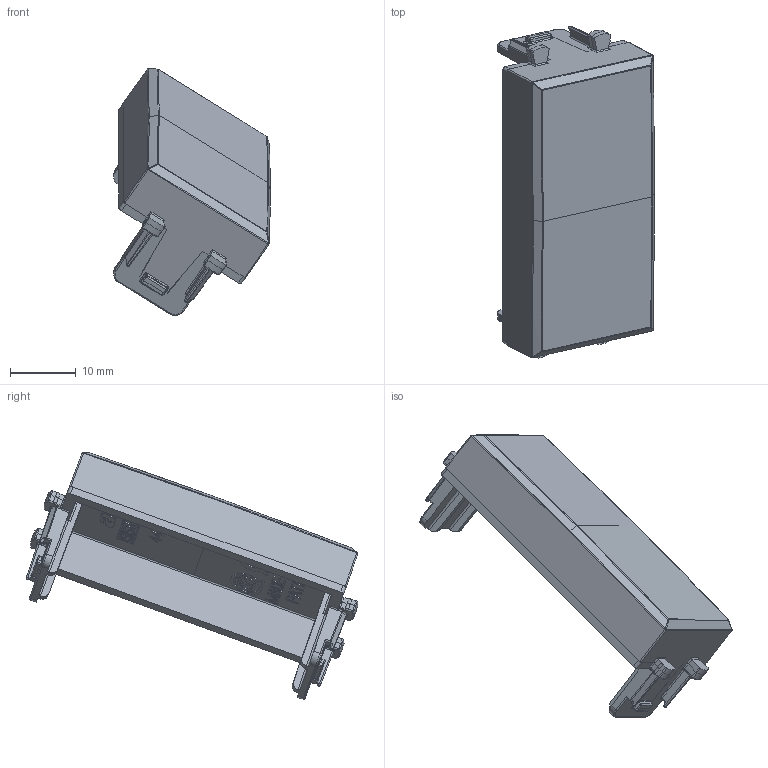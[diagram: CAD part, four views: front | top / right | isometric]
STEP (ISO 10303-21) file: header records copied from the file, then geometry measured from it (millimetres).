
FILE_DESCRIPTION(('CATIA V5 STEP Exchange'),'2;1');
FILE_NAME('442013.stp','2024-03-07T14:37:32+00:00',('none'),('none'),'CATIA Version 5-6 Release 2016 SP6','CATIA V5 STEP AP203','none');
FILE_SCHEMA(('CONFIG_CONTROL_DESIGN'));
Length unit declared in the file: millimetre
Products named in the file (1): 442013
Assembly tree (1 placements, depth 2):
  442013
    #57
Bounding box: 23.89 x 50.64 x 37.67 mm (x, y, z)
Volume: 3822.1 mm3; surface area: 4894.8 mm2
Topology: 1 solids, 1 shells, 1537 faces, 4181 edges, 2658 vertices
Faces by surface type: plane 1097, cylinder 256, bspline 86, sphere 40, extrusion 26, cone 24, torus 8
Entity records: 54262 total; most frequent: CARTESIAN_POINT 18324, ORIENTED_EDGE 8266, DIRECTION 5909, EDGE_CURVE 4133, VECTOR 3276, LINE 3250, VERTEX_POINT 2658, EDGE_LOOP 1597
